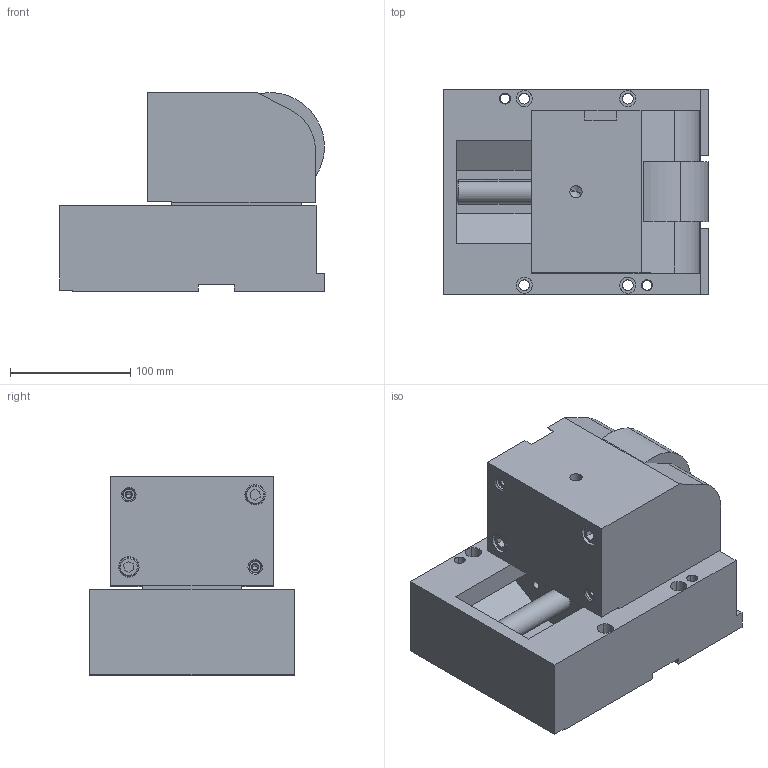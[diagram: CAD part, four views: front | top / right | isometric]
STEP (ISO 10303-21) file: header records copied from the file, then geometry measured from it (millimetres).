
FILE_DESCRIPTION(('CATIA V5 STEP Exchange'),'2;1');
FILE_NAME('CRCN-15000-80.stp','2014-10-22T14:11:37+00:00',('none'),('none'),'CATIA Version 5 Release 19 SP 2 (IN-10)','CATIA V5 STEP AP203','none');
FILE_SCHEMA(('CONFIG_CONTROL_DESIGN'));
Length unit declared in the file: millimetre
Products named in the file (1): CRCN-15000-80
Bounding box: 220 x 170 x 165.01 mm (x, y, z)
Volume: 3782526.3 mm3; surface area: 335536.1 mm2
Topology: 3 solids, 24 shells, 380 faces, 922 edges, 581 vertices
Faces by surface type: plane 163, cylinder 138, cone 68, torus 7, sphere 4
Entity records: 11353 total; most frequent: CARTESIAN_POINT 2973, ORIENTED_EDGE 1784, DIRECTION 1441, EDGE_CURVE 892, AXIS2_PLACEMENT_3D 621, VERTEX_POINT 581, VECTOR 499, LINE 499
